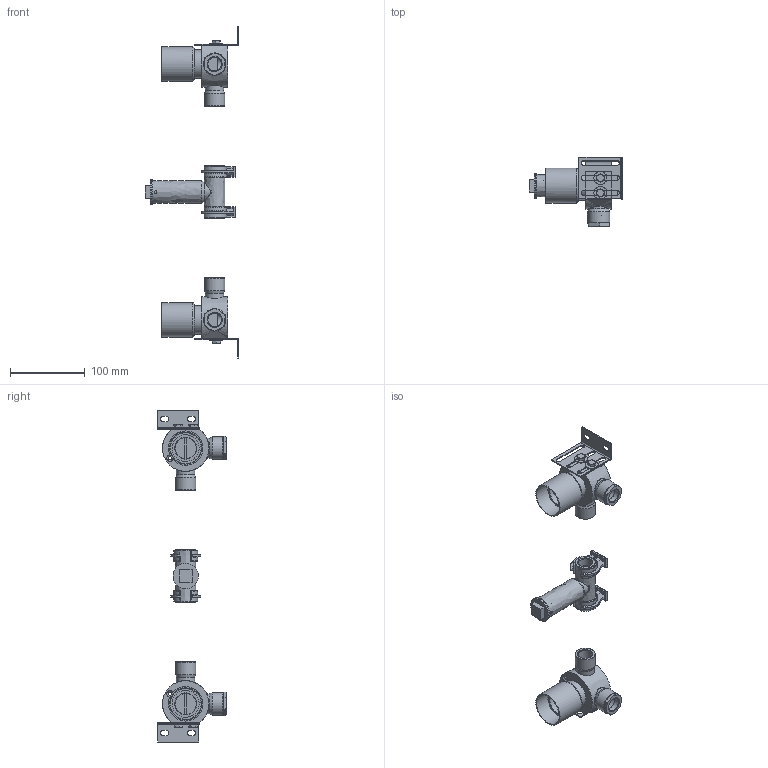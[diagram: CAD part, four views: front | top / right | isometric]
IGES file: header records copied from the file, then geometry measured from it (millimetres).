
Global section: file name: V218-IS; native system: Autodesk Inventor 2018; preprocessor: unknown; author: sbajwa; date: 20180424.084836; units: millimetre
Bounding box: 125.6 x 92.1 x 444 mm (x, y, z)
Volume: 341160.8 mm3; surface area: 171956.1 mm2
Topology: 31 solids, 31 shells, 794 faces, 1950 edges, 1189 vertices
Faces by surface type: bspline 794
